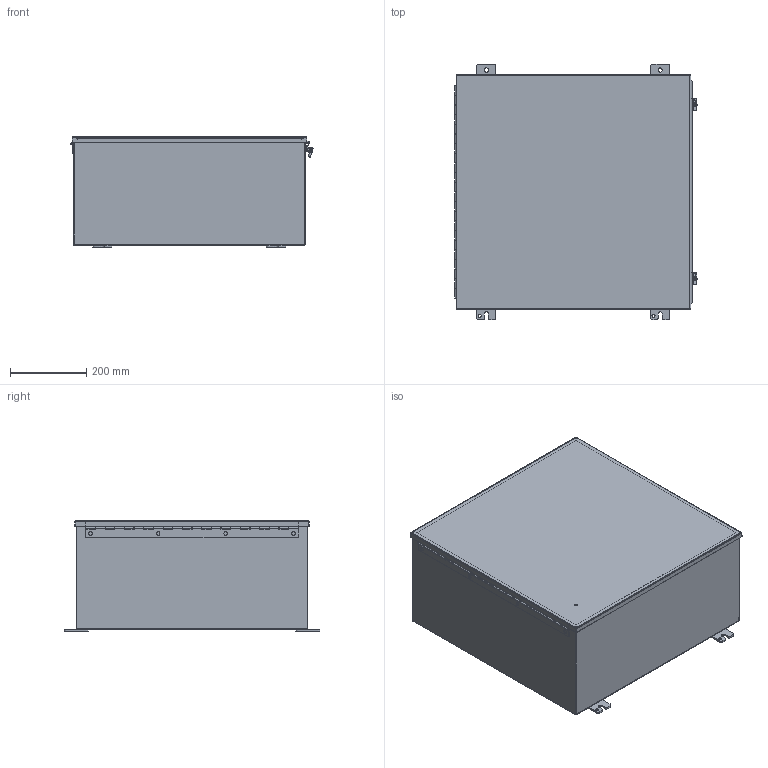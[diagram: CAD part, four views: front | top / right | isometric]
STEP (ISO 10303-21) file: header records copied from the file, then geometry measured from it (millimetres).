
FILE_DESCRIPTION(/* description */ ('JIC,CH,OIL-TIGHT,CS,24X24X11'),/* implementation_level */ '2;1');
FILE_NAME(/* name */ 'B242411CH.stp',/* time_stamp */ '2021-10-13T09:50:11-05:00',/* author */ ('berthabarrera'),/* organization */ (''),/* preprocessor_version */ 'ST-DEVELOPER v18.1',/* originating_system */ 'Autodesk Inventor 2020',/* authorisation */ '');
FILE_SCHEMA (('AUTOMOTIVE_DESIGN { 1 0 10303 214 3 1 1 }'));
Length unit declared in the file: inch
Products named in the file (14): B242411CH; B242411CHBKP; B2424CHLID; H6010101; H6010101T; H6010101L; H6010101 P; 34840; 38846; 3889; 30822; 372134; C1002; B_2424_FIP
Assembly tree (22 placements, depth 3):
  B242411CH
    B242411CHBKP
    B2424CHLID
    H6010101
      H6010101T
      H6010101L
      H6010101 P
    34840  x4
    38846
    3889  x4
    30822  x2
    372134  x2
    C1002  x2
    B_2424_FIP
Bounding box: 636.95 x 673.23 x 289.74 mm (x, y, z)
Volume: 3021567.3 mm3; surface area: 3140277.3 mm2
Topology: 21 solids, 21 shells, 674 faces, 1579 edges, 995 vertices
Faces by surface type: plane 396, cylinder 197, cone 31, bspline 24, torus 22, sphere 4
Full cylindrical faces by diameter (mm): 2.794 x8, 3.048 x1, 4.978 x2, 6.35 x3, 7.95 x4, 8.382 x8, 8.56 x1, 8.738 x2, 9.525 x4, 10.402 x2, 11.125 x4, 15.875 x4
Entity records: 16609 total; most frequent: CARTESIAN_POINT 3342, DIRECTION 2631, ORIENTED_EDGE 2470, EDGE_CURVE 1235, AXIS2_PLACEMENT_3D 901, LINE 829, VECTOR 829, VERTEX_POINT 764
